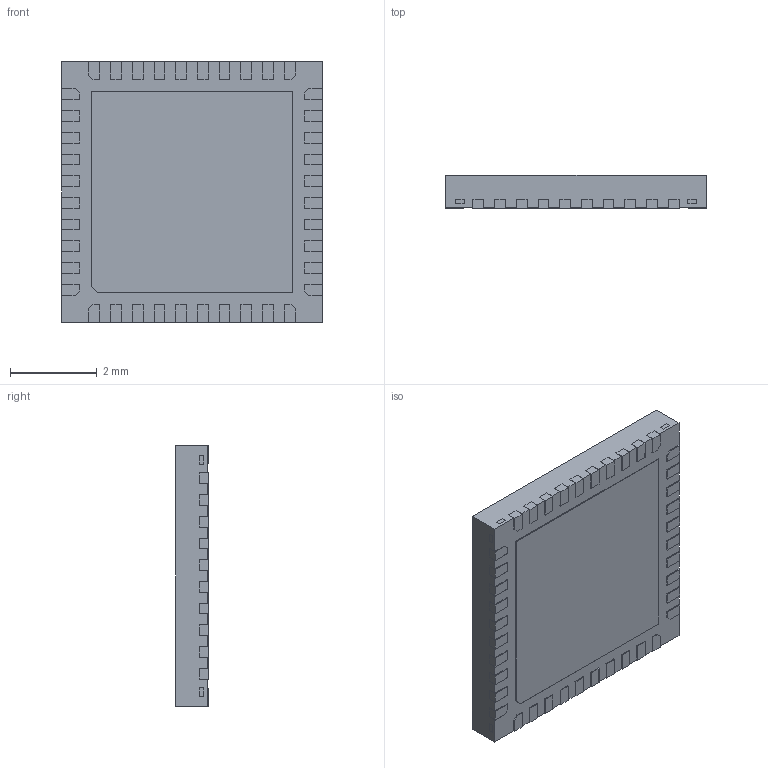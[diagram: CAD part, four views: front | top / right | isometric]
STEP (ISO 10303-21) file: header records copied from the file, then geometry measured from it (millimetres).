
FILE_DESCRIPTION (( 'STEP AP214' ), '1' );
FILE_NAME ('QFN40 6x6x0,75(0,5).STEP', '2026-04-06T06:55:02', ( '' ), ( '' ), 'SwSTEP 2.0', 'SolidWorks 2019', '' );
FILE_SCHEMA (( 'AUTOMOTIVE_DESIGN' ));
Length unit declared in the file: millimetre
Products named in the file (1): QFN40 6x6x0,75(0,5)
Bounding box: 6 x 0.75 x 6 mm (x, y, z)
Volume: 26.8 mm3; surface area: 212.6 mm2
Topology: 43 solids, 43 shells, 994 faces, 2736 edges, 1824 vertices
Faces by surface type: plane 994
Entity records: 42298 total; most frequent: CARTESIAN_POINT 5555, ORIENTED_EDGE 5472, DIRECTION 4726, VECTOR 2736, EDGE_CURVE 2736, LINE 2736, VERTEX_POINT 1824, UNCERTAINTY_MEASURE_WITH_UNIT 1039
